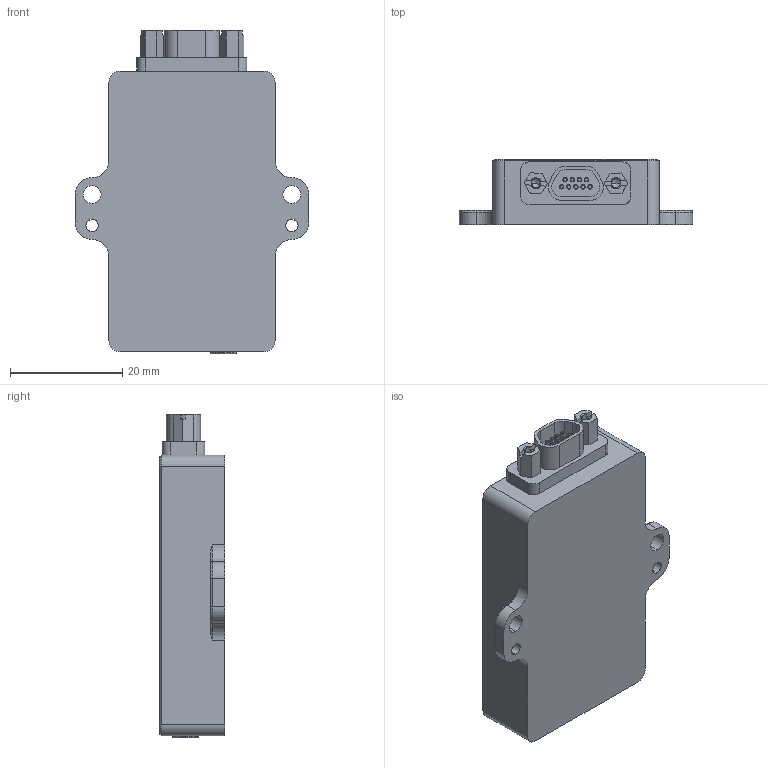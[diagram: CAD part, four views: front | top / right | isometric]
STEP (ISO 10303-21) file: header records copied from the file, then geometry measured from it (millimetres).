
FILE_DESCRIPTION (( 'STEP AP203' ), '1' );
FILE_NAME ('04-DETA100R.STEP', '2023-10-25T04:03:10', ( '' ), ( '' ), 'SwSTEP 2.0', 'SolidWorks 2022', '' );
FILE_SCHEMA (( 'CONFIG_CONTROL_DESIGN' ));
Length unit declared in the file: millimetre
Products named in the file (1): 04-DETA100R
Bounding box: 41.6 x 11.6 x 57.65 mm (x, y, z)
Surface area: 12469.5 mm2 (no closed solid volume)
Topology: 0 solids, 31 shells, 1073 faces, 2748 edges, 1748 vertices
Faces by surface type: plane 611, cylinder 252, bspline 150, torus 38, cone 22
Entity records: 101227 total; most frequent: CARTESIAN_POINT 78017, ORIENTED_EDGE 5388, DIRECTION 3714, EDGE_CURVE 2742, VERTEX_POINT 1748, AXIS2_PLACEMENT_3D 1363, B_SPLINE_CURVE_WITH_KNOTS 1249, EDGE_LOOP 1176
